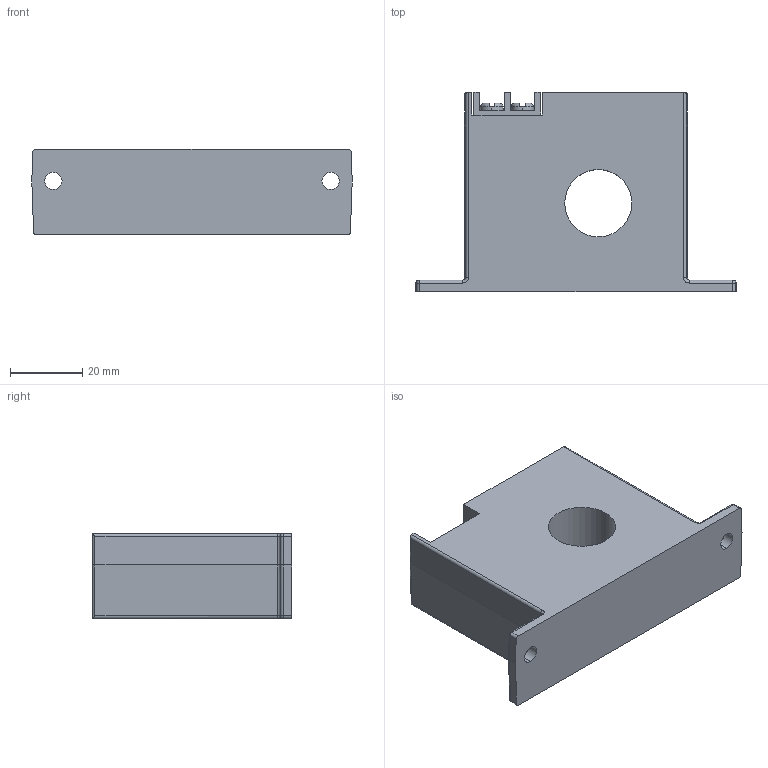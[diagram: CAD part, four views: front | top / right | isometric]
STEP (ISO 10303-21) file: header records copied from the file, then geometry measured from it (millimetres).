
FILE_DESCRIPTION (( 'STEP AP214' ), '1' );
FILE_NAME ('ACT050-42L-F.step', '2018-05-03T12:13:00', ( '' ), ( '' ), 'SwSTEP 2.0', 'SolidWorks 2017', '' );
FILE_SCHEMA (( 'AUTOMOTIVE_DESIGN' ));
Length unit declared in the file: inch
Products named in the file (1): ACT050-42L-F
Bounding box: 88.9 x 55.37 x 23.65 mm (x, y, z)
Volume: 73539.8 mm3; surface area: 15728.3 mm2
Topology: 4 solids, 4 shells, 110 faces, 268 edges, 162 vertices
Faces by surface type: plane 60, cylinder 34, torus 8, sphere 4, bspline 4
Entity records: 3425 total; most frequent: CARTESIAN_POINT 851, ORIENTED_EDGE 528, DIRECTION 508, EDGE_CURVE 264, AXIS2_PLACEMENT_3D 175, VERTEX_POINT 162, LINE 158, VECTOR 158
